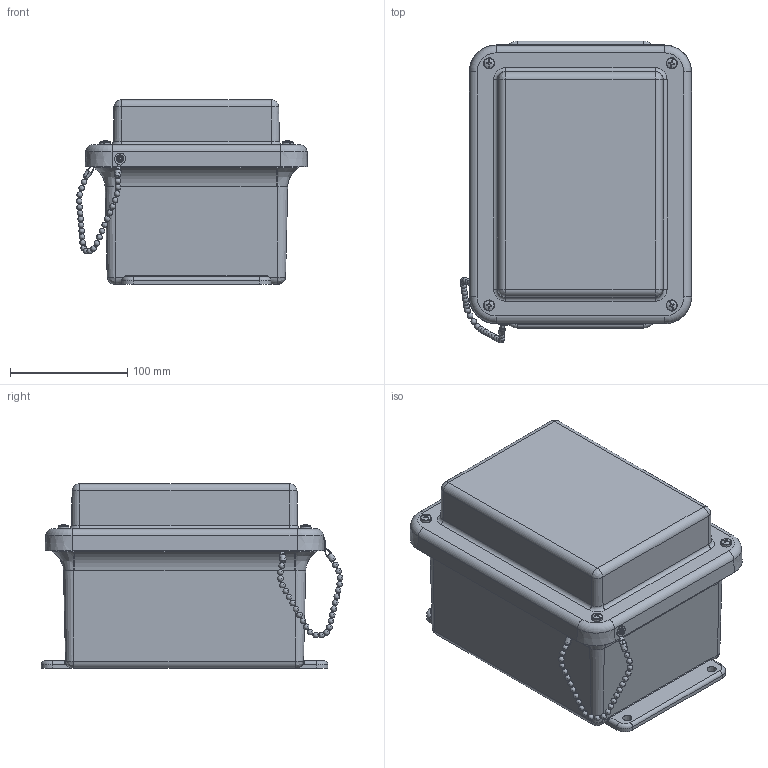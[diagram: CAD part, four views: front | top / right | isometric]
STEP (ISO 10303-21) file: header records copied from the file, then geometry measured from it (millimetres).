
FILE_DESCRIPTION(/* description */ (''),/* implementation_level */ '2;1');
FILE_NAME(/* name */ 'HW-RHJ80606SC.stp',/* time_stamp */ '2014-04-03T09:53:13-05:00',/* author */ ('jtigges'),/* organization */ (''),/* preprocessor_version */ 'ST-DEVELOPER v15.2',/* originating_system */ 'Autodesk Inventor 2014',/* authorisation */ '');
FILE_SCHEMA (('AUTOMOTIVE_DESIGN { 1 0 10303 214 3 1 1 }'));
Length unit declared in the file: inch
Products named in the file (21): J806W_2; RMINS45821P_73; RMINS45821P_74; RMINS45821P_75; RMINS45821P_76; RMINS45821P_77; RMINS45821P_78; RMINS45821P_79; RMINS45821P_80; J806BW; RJ806WCVR; GASKET_806; WP806WU; RMSC10X063PHCPH; RMRIV44; RMWAS283X126X026; END; CURVED CHAIN_806RJ; 10SS_806RJ; RMRIV43; RJ806W_STP
Bounding box: 197.03 x 257.18 x 157.45 mm (x, y, z)
Volume: 789358.3 mm3; surface area: 425303.8 mm2
Topology: 21 solids, 21 shells, 920 faces, 2301 edges, 1440 vertices
Faces by surface type: cylinder 298, cone 225, plane 213, bspline 96, torus 52, sphere 36
Full cylindrical faces by diameter (mm): 3.175 x2, 3.2 x1, 3.556 x4, 3.683 x4, 3.861 x5, 3.962 x7, 3.967 x80, 4.762 x2, 4.826 x80, 5.537 x4, 6.35 x2, 6.858 x8, 7.188 x1
Entity records: 20306 total; most frequent: CARTESIAN_POINT 7855, DIRECTION 2666, ORIENTED_EDGE 2228, AXIS2_PLACEMENT_3D 1135, EDGE_CURVE 1114, EDGE_LOOP 789, VERTEX_POINT 757, ADVANCED_FACE 569
